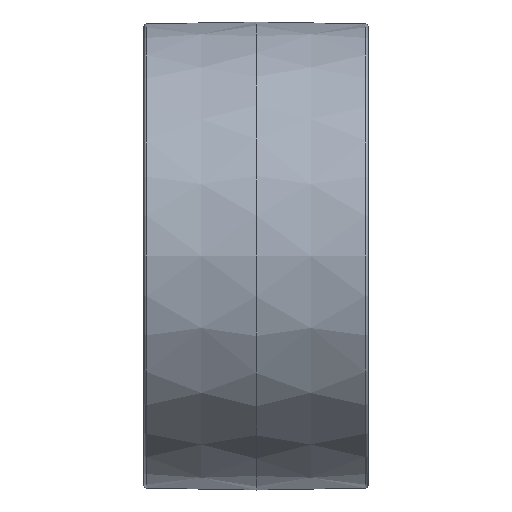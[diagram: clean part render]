
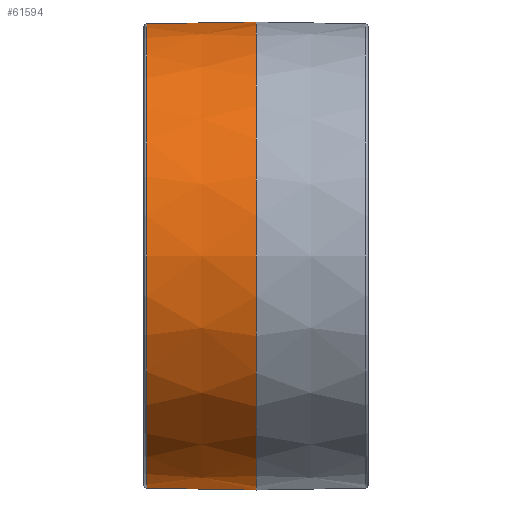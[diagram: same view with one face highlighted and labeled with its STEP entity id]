
A CAD part, front view. The second image highlights one B-rep face of the part: STEP entity #61594.
In plain terms, the highlighted conical face has half-angle 1 degrees and reference radius 37.79 mm.
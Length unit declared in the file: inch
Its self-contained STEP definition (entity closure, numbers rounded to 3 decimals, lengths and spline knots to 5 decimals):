
#1359 = AXIS2_PLACEMENT_3D ( 'NONE', #55114, #7464, #49350 ) ;
#6464 = VERTEX_POINT ( 'NONE', #6485 ) ;
#6485 = CARTESIAN_POINT ( 'NONE',  ( 0., 0., 1.5 ) ) ;
#7464 = DIRECTION ( 'NONE',  ( -1., 0., 0. ) ) ;
#8210 = CARTESIAN_POINT ( 'NONE',  ( -0.69941, 0., 1.48779 ) ) ;
#8454 = VERTEX_POINT ( 'NONE', #18491 ) ;
#13843 = CONICAL_SURFACE ( 'NONE', #24717, 1.48779, 0.017 ) ;
#15094 = DIRECTION ( 'NONE',  ( 1., 0., -0.017 ) ) ;
#16468 = LINE ( 'NONE', #8210, #32258 ) ;
#16809 = DIRECTION ( 'NONE',  ( 1., 0., 0.017 ) ) ;
#17408 = EDGE_CURVE ( 'NONE', #39231, #8454, #27441, .T. ) ;
#17626 = EDGE_LOOP ( 'NONE', ( #41575, #20346, #36055, #29286 ) ) ;
#17805 = CIRCLE ( 'NONE', #30839, 1.5 ) ;
#18491 = CARTESIAN_POINT ( 'NONE',  ( -0.69941, 0., 1.48779 ) ) ;
#20346 = ORIENTED_EDGE ( 'NONE', *, *, #17408, .F. ) ;
#24009 = CARTESIAN_POINT ( 'NONE',  ( 0., 0., 0. ) ) ;
#24309 = CARTESIAN_POINT ( 'NONE',  ( -0.69941, 0., -1.48779 ) ) ;
#24717 = AXIS2_PLACEMENT_3D ( 'NONE', #46459, #66560, #35913 ) ;
#27441 = CIRCLE ( 'NONE', #1359, 1.48779 ) ;
#29286 = ORIENTED_EDGE ( 'NONE', *, *, #65911, .T. ) ;
#30240 = CARTESIAN_POINT ( 'NONE',  ( 0., 0., -1.5 ) ) ;
#30792 = FACE_OUTER_BOUND ( 'NONE', #17626, .T. ) ;
#30839 = AXIS2_PLACEMENT_3D ( 'NONE', #24009, #44475, #55341 ) ;
#32258 = VECTOR ( 'NONE', #16809, 39.37008 ) ;
#35913 = DIRECTION ( 'NONE',  ( 0., 0., -1. ) ) ;
#36055 = ORIENTED_EDGE ( 'NONE', *, *, #52532, .T. ) ;
#36885 = CARTESIAN_POINT ( 'NONE',  ( -0.69941, 0., -1.48779 ) ) ;
#39231 = VERTEX_POINT ( 'NONE', #24309 ) ;
#41575 = ORIENTED_EDGE ( 'NONE', *, *, #65096, .F. ) ;
#41996 = LINE ( 'NONE', #36885, #66440 ) ;
#44475 = DIRECTION ( 'NONE',  ( -1., 0., 0. ) ) ;
#46459 = CARTESIAN_POINT ( 'NONE',  ( -0.69941, 0., 0. ) ) ;
#48896 = VERTEX_POINT ( 'NONE', #30240 ) ;
#49350 = DIRECTION ( 'NONE',  ( 0., 0., 1. ) ) ;
#52532 = EDGE_CURVE ( 'NONE', #39231, #48896, #41996, .T. ) ;
#55114 = CARTESIAN_POINT ( 'NONE',  ( -0.69941, 0., 0. ) ) ;
#55341 = DIRECTION ( 'NONE',  ( 0., 0., 1. ) ) ;
#61594 = ADVANCED_FACE ( 'NONE', ( #30792 ), #13843, .T. ) ;
#65096 = EDGE_CURVE ( 'NONE', #8454, #6464, #16468, .T. ) ;
#65911 = EDGE_CURVE ( 'NONE', #48896, #6464, #17805, .T. ) ;
#66440 = VECTOR ( 'NONE', #15094, 39.37008 ) ;
#66560 = DIRECTION ( 'NONE',  ( 1., 0., 0. ) ) ;
